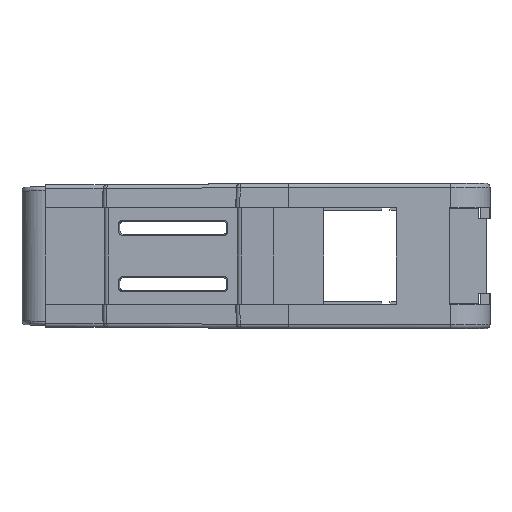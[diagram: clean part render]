
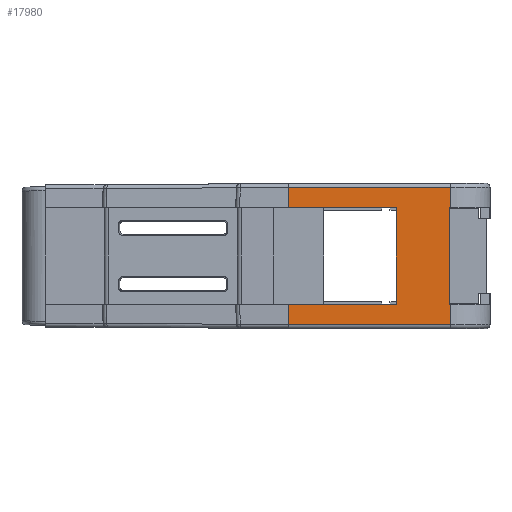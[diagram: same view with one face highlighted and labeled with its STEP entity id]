
A CAD part, left-side view. The second image highlights one B-rep face of the part: STEP entity #17980.
In plain terms, the highlighted face is planar.
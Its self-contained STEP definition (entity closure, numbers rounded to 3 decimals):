
#495 = VECTOR ( 'NONE', #2732, 1000. ) ;
#541 = DIRECTION ( 'NONE',  ( 0., -1., 0. ) ) ;
#913 = CARTESIAN_POINT ( 'NONE',  ( -44.608, 191., 5. ) ) ;
#1051 = VERTEX_POINT ( 'NONE', #13363 ) ;
#1542 = DIRECTION ( 'NONE',  ( 0.017, 0., -1. ) ) ;
#1746 = EDGE_CURVE ( 'NONE', #4668, #4715, #10634, .T. ) ;
#2732 = DIRECTION ( 'NONE',  ( -0.017, 0., 1. ) ) ;
#3009 = LINE ( 'NONE', #9889, #19393 ) ;
#3237 = LINE ( 'NONE', #22724, #17338 ) ;
#3485 = ORIENTED_EDGE ( 'NONE', *, *, #1746, .T. ) ;
#4030 = EDGE_CURVE ( 'NONE', #8094, #22369, #22074, .T. ) ;
#4329 = VERTEX_POINT ( 'NONE', #19904 ) ;
#4473 = CARTESIAN_POINT ( 'NONE',  ( -44.98, 6., 26.3 ) ) ;
#4668 = VERTEX_POINT ( 'NONE', #24977 ) ;
#4715 = VERTEX_POINT ( 'NONE', #7223 ) ;
#4967 = ORIENTED_EDGE ( 'NONE', *, *, #12334, .T. ) ;
#5430 = EDGE_CURVE ( 'NONE', #6660, #4329, #3009, .T. ) ;
#5473 = DIRECTION ( 'NONE',  ( 0., 1., 0. ) ) ;
#6004 = DIRECTION ( 'NONE',  ( 0., -1., 0. ) ) ;
#6134 = CARTESIAN_POINT ( 'NONE',  ( -44.957, 6., 25. ) ) ;
#6201 = CARTESIAN_POINT ( 'NONE',  ( -44.607, 191., 4.913 ) ) ;
#6319 = LINE ( 'NONE', #24105, #23029 ) ;
#6574 = ORIENTED_EDGE ( 'NONE', *, *, #6839, .T. ) ;
#6622 = LINE ( 'NONE', #13030, #495 ) ;
#6660 = VERTEX_POINT ( 'NONE', #13051 ) ;
#6768 = EDGE_CURVE ( 'NONE', #22369, #6660, #10980, .T. ) ;
#6839 = EDGE_CURVE ( 'NONE', #21938, #16985, #26080, .T. ) ;
#7164 = CARTESIAN_POINT ( 'NONE',  ( -44.957, 191., 25. ) ) ;
#7223 = CARTESIAN_POINT ( 'NONE',  ( -44.607, -8.5, 4.913 ) ) ;
#7325 = CARTESIAN_POINT ( 'NONE',  ( -44.98, 191., 26.3 ) ) ;
#7508 = VERTEX_POINT ( 'NONE', #11016 ) ;
#7580 = CARTESIAN_POINT ( 'NONE',  ( -44.723, 191., 11.6 ) ) ;
#7932 = CARTESIAN_POINT ( 'NONE',  ( -44.723, -6., 11.6 ) ) ;
#8094 = VERTEX_POINT ( 'NONE', #19868 ) ;
#8124 = EDGE_CURVE ( 'NONE', #16985, #8094, #19233, .T. ) ;
#8707 = CARTESIAN_POINT ( 'NONE',  ( -44.957, 191., 25. ) ) ;
#8943 = CARTESIAN_POINT ( 'NONE',  ( -44.608, 6., 5. ) ) ;
#9889 = CARTESIAN_POINT ( 'NONE',  ( -44.98, 8.5, 26.3 ) ) ;
#10205 = CARTESIAN_POINT ( 'NONE',  ( -44.98, -6., 26.3 ) ) ;
#10634 = LINE ( 'NONE', #6201, #25074 ) ;
#10752 = VECTOR ( 'NONE', #13083, 1000. ) ;
#10980 = LINE ( 'NONE', #7164, #24178 ) ;
#11016 = CARTESIAN_POINT ( 'NONE',  ( -44.607, 6., 4.913 ) ) ;
#11426 = PLANE ( 'NONE',  #16927 ) ;
#11914 = DIRECTION ( 'NONE',  ( 0.017, 0., -1. ) ) ;
#12025 = LINE ( 'NONE', #913, #10752 ) ;
#12192 = ORIENTED_EDGE ( 'NONE', *, *, #12565, .F. ) ;
#12334 = EDGE_CURVE ( 'NONE', #4329, #7508, #18731, .T. ) ;
#12488 = FACE_OUTER_BOUND ( 'NONE', #21083, .T. ) ;
#12565 = EDGE_CURVE ( 'NONE', #15384, #16127, #12025, .T. ) ;
#13030 = CARTESIAN_POINT ( 'NONE',  ( -44.98, -6., 26.3 ) ) ;
#13051 = CARTESIAN_POINT ( 'NONE',  ( -44.957, 8.5, 25. ) ) ;
#13083 = DIRECTION ( 'NONE',  ( 0., 1., 0. ) ) ;
#13363 = CARTESIAN_POINT ( 'NONE',  ( -44.957, -8.5, 25. ) ) ;
#15384 = VERTEX_POINT ( 'NONE', #20681 ) ;
#15516 = EDGE_CURVE ( 'NONE', #21938, #1051, #25677, .T. ) ;
#15982 = ORIENTED_EDGE ( 'NONE', *, *, #6768, .T. ) ;
#16069 = ORIENTED_EDGE ( 'NONE', *, *, #23532, .T. ) ;
#16081 = CARTESIAN_POINT ( 'NONE',  ( -44.607, 191., 4.913 ) ) ;
#16127 = VERTEX_POINT ( 'NONE', #8943 ) ;
#16466 = ORIENTED_EDGE ( 'NONE', *, *, #8124, .T. ) ;
#16720 = DIRECTION ( 'NONE',  ( -0.017, 0., 1. ) ) ;
#16927 = AXIS2_PLACEMENT_3D ( 'NONE', #7325, #19516, #17616 ) ;
#16985 = VERTEX_POINT ( 'NONE', #7932 ) ;
#17338 = VECTOR ( 'NONE', #18548, 1000. ) ;
#17446 = VECTOR ( 'NONE', #6004, 1000. ) ;
#17590 = DIRECTION ( 'NONE',  ( 0., 1., 0. ) ) ;
#17616 = DIRECTION ( 'NONE',  ( 0.017, 0., -1. ) ) ;
#17980 = ADVANCED_FACE ( 'NONE', ( #12488 ), #11426, .F. ) ;
#18548 = DIRECTION ( 'NONE',  ( -0.017, 0., 1. ) ) ;
#18731 = LINE ( 'NONE', #16081, #17446 ) ;
#19233 = LINE ( 'NONE', #7580, #22795 ) ;
#19377 = ORIENTED_EDGE ( 'NONE', *, *, #5430, .T. ) ;
#19393 = VECTOR ( 'NONE', #11914, 1000. ) ;
#19516 = DIRECTION ( 'NONE',  ( 1., 0., 0.017 ) ) ;
#19868 = CARTESIAN_POINT ( 'NONE',  ( -44.723, 6., 11.6 ) ) ;
#19904 = CARTESIAN_POINT ( 'NONE',  ( -44.607, 8.5, 4.913 ) ) ;
#20642 = VECTOR ( 'NONE', #25078, 1000. ) ;
#20674 = ORIENTED_EDGE ( 'NONE', *, *, #15516, .F. ) ;
#20681 = CARTESIAN_POINT ( 'NONE',  ( -44.608, -6., 5. ) ) ;
#20688 = CARTESIAN_POINT ( 'NONE',  ( -44.957, -6., 25. ) ) ;
#21083 = EDGE_LOOP ( 'NONE', ( #15982, #19377, #4967, #21974, #12192, #22395, #3485, #16069, #20674, #6574, #16466, #25020 ) ) ;
#21106 = VECTOR ( 'NONE', #16720, 1000. ) ;
#21938 = VERTEX_POINT ( 'NONE', #20688 ) ;
#21974 = ORIENTED_EDGE ( 'NONE', *, *, #24429, .F. ) ;
#22074 = LINE ( 'NONE', #4473, #21106 ) ;
#22369 = VERTEX_POINT ( 'NONE', #6134 ) ;
#22395 = ORIENTED_EDGE ( 'NONE', *, *, #24615, .F. ) ;
#22724 = CARTESIAN_POINT ( 'NONE',  ( -44.98, -8.5, 26.3 ) ) ;
#22795 = VECTOR ( 'NONE', #17590, 1000. ) ;
#23029 = VECTOR ( 'NONE', #1542, 1000. ) ;
#23532 = EDGE_CURVE ( 'NONE', #4715, #1051, #3237, .T. ) ;
#24105 = CARTESIAN_POINT ( 'NONE',  ( -44.98, 6., 26.3 ) ) ;
#24178 = VECTOR ( 'NONE', #5473, 1000. ) ;
#24429 = EDGE_CURVE ( 'NONE', #16127, #7508, #6319, .T. ) ;
#24615 = EDGE_CURVE ( 'NONE', #4668, #15384, #6622, .T. ) ;
#24669 = DIRECTION ( 'NONE',  ( 0., -1., 0. ) ) ;
#24977 = CARTESIAN_POINT ( 'NONE',  ( -44.607, -6., 4.913 ) ) ;
#25020 = ORIENTED_EDGE ( 'NONE', *, *, #4030, .T. ) ;
#25036 = VECTOR ( 'NONE', #541, 1000. ) ;
#25074 = VECTOR ( 'NONE', #24669, 1000. ) ;
#25078 = DIRECTION ( 'NONE',  ( 0.017, 0., -1. ) ) ;
#25677 = LINE ( 'NONE', #8707, #25036 ) ;
#26080 = LINE ( 'NONE', #10205, #20642 ) ;
